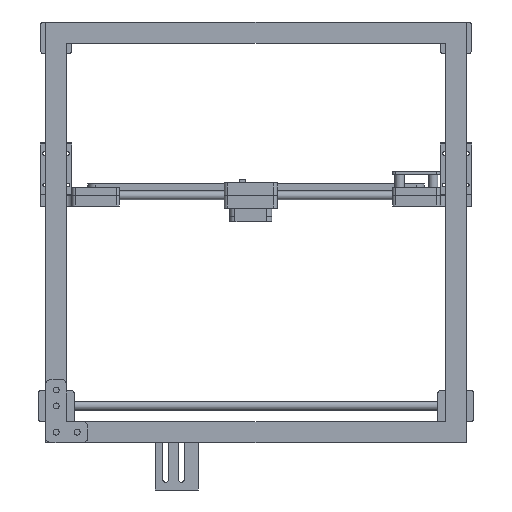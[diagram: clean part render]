
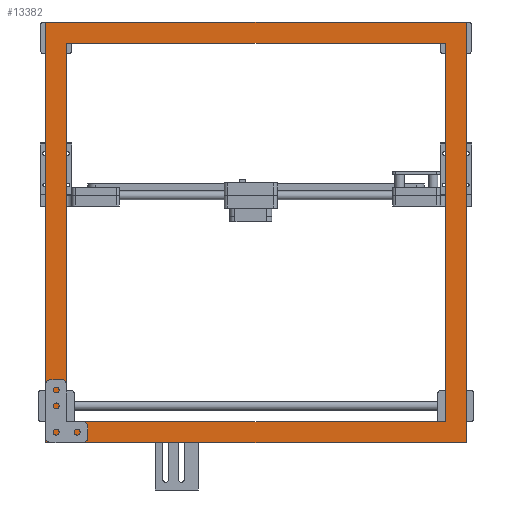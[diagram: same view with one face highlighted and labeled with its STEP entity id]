
A CAD part, front view. The second image highlights one B-rep face of the part: STEP entity #13382.
In plain terms, the highlighted planar face has unit normal (0, -1, 0).
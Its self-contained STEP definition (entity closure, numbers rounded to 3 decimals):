
#1264=FACE_BOUND('',#2339,.T.);
#1579=FACE_OUTER_BOUND('',#2338,.T.);
#2338=EDGE_LOOP('',(#9076,#9077,#9078,#9079));
#2339=EDGE_LOOP('',(#9080,#9081,#9082,#9083));
#3393=LINE('',#19854,#4567);
#3397=LINE('',#19862,#4571);
#3400=LINE('',#19868,#4574);
#3403=LINE('',#19873,#4577);
#3405=LINE('',#19878,#4579);
#3409=LINE('',#19886,#4583);
#3412=LINE('',#19892,#4586);
#3415=LINE('',#19897,#4589);
#4567=VECTOR('',#15680,10.);
#4571=VECTOR('',#15686,10.);
#4574=VECTOR('',#15691,10.);
#4577=VECTOR('',#15696,10.);
#4579=VECTOR('',#15700,10.);
#4583=VECTOR('',#15706,10.);
#4586=VECTOR('',#15711,10.);
#4589=VECTOR('',#15716,10.);
#5741=VERTEX_POINT('',#19852);
#5742=VERTEX_POINT('',#19853);
#5745=VERTEX_POINT('',#19861);
#5747=VERTEX_POINT('',#19867);
#5749=VERTEX_POINT('',#19876);
#5750=VERTEX_POINT('',#19877);
#5753=VERTEX_POINT('',#19885);
#5755=VERTEX_POINT('',#19891);
#7057=EDGE_CURVE('',#5741,#5742,#3393,.T.);
#7061=EDGE_CURVE('',#5745,#5741,#3397,.T.);
#7064=EDGE_CURVE('',#5747,#5745,#3400,.T.);
#7067=EDGE_CURVE('',#5742,#5747,#3403,.T.);
#7069=EDGE_CURVE('',#5749,#5750,#3405,.T.);
#7073=EDGE_CURVE('',#5750,#5753,#3409,.T.);
#7076=EDGE_CURVE('',#5753,#5755,#3412,.T.);
#7079=EDGE_CURVE('',#5755,#5749,#3415,.T.);
#9076=ORIENTED_EDGE('',*,*,#7079,.T.);
#9077=ORIENTED_EDGE('',*,*,#7069,.T.);
#9078=ORIENTED_EDGE('',*,*,#7073,.T.);
#9079=ORIENTED_EDGE('',*,*,#7076,.T.);
#9080=ORIENTED_EDGE('',*,*,#7067,.F.);
#9081=ORIENTED_EDGE('',*,*,#7057,.F.);
#9082=ORIENTED_EDGE('',*,*,#7061,.F.);
#9083=ORIENTED_EDGE('',*,*,#7064,.F.);
#13003=PLANE('',#14186);
#13382=ADVANCED_FACE('',(#1579,#1264),#13003,.F.);
#14186=AXIS2_PLACEMENT_3D('',#19900,#15720,#15721);
#15680=DIRECTION('',(0.,0.,1.));
#15686=DIRECTION('',(1.,0.,0.));
#15691=DIRECTION('',(0.,0.,-1.));
#15696=DIRECTION('',(-1.,0.,0.));
#15700=DIRECTION('',(0.,0.,-1.));
#15706=DIRECTION('',(1.,0.,0.));
#15711=DIRECTION('',(0.,0.,1.));
#15716=DIRECTION('',(-1.,0.,0.));
#15720=DIRECTION('center_axis',(0.,1.,0.));
#15721=DIRECTION('ref_axis',(1.,0.,0.));
#19852=CARTESIAN_POINT('',(380.,0.,20.));
#19853=CARTESIAN_POINT('',(380.,0.,380.));
#19854=CARTESIAN_POINT('',(380.,0.,20.));
#19861=CARTESIAN_POINT('',(20.,0.,20.));
#19862=CARTESIAN_POINT('',(20.,0.,20.));
#19867=CARTESIAN_POINT('',(20.,0.,380.));
#19868=CARTESIAN_POINT('',(20.,0.,380.));
#19873=CARTESIAN_POINT('',(380.,0.,380.));
#19876=CARTESIAN_POINT('',(0.,0.,400.));
#19877=CARTESIAN_POINT('',(0.,0.,0.));
#19878=CARTESIAN_POINT('',(0.,0.,400.));
#19885=CARTESIAN_POINT('',(400.,0.,0.));
#19886=CARTESIAN_POINT('',(0.,0.,0.));
#19891=CARTESIAN_POINT('',(400.,0.,400.));
#19892=CARTESIAN_POINT('',(400.,0.,0.));
#19897=CARTESIAN_POINT('',(400.,0.,400.));
#19900=CARTESIAN_POINT('Origin',(200.,0.,200.));
